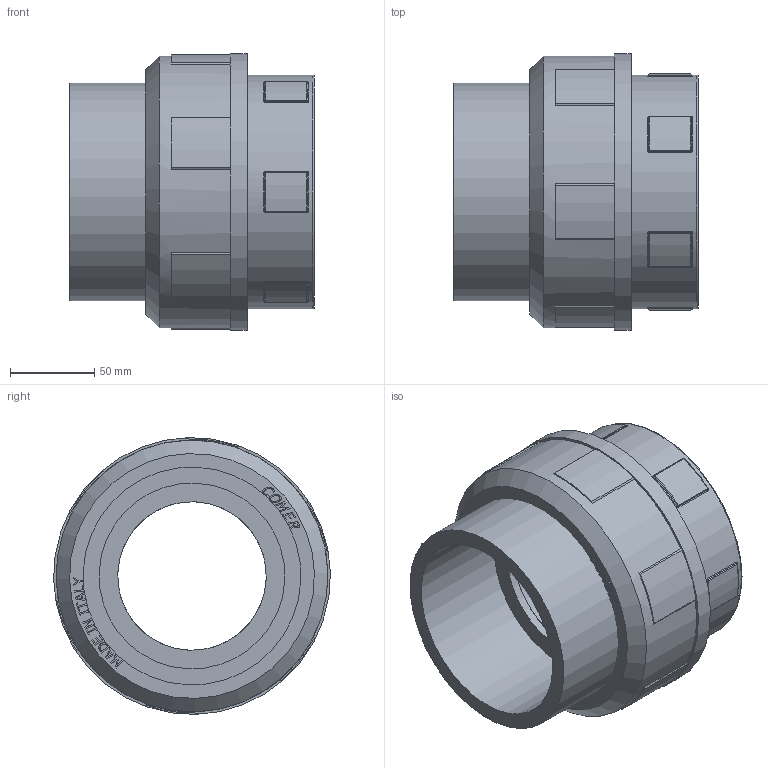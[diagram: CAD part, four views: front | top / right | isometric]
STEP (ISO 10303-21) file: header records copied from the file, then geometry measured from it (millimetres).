
FILE_DESCRIPTION(/* description */ (''),/* implementation_level */ '2;1');
FILE_NAME(/* name */ 'UN801100.stp',/* time_stamp */ '2016-11-11T16:11:12+01:00',/* author */ ('Gabriele'),/* organization */ (''),/* preprocessor_version */ 'ST-DEVELOPER v16.5',/* originating_system */ 'Autodesk Inventor 2017',/* authorisation */ '');
FILE_SCHEMA (('AUTOMOTIVE_DESIGN { 1 0 10303 214 3 1 1 }'));
Length unit declared in the file: millimetre
Products named in the file (5): UN801100; UB801100; NU801100; UE801100; LAV6450E
Assembly tree (4 placements, depth 2):
  UN801100
    UB801100
    NU801100
    UE801100
    LAV6450E
Bounding box: 145 x 163.95 x 163.95 mm (x, y, z)
Volume: 1098598 mm3; surface area: 225780.9 mm2
Topology: 4 solids, 4 shells, 434 faces, 1060 edges, 664 vertices
Faces by surface type: plane 213, bspline 93, cylinder 74, torus 27, sphere 24, cone 3
Full cylindrical faces by diameter (mm): 88 x2, 96.022 x1, 100.63 x1, 110 x2, 120.75 x1, 125.8 x1, 129 x1, 133 x1, 138.43 x2, 161 x1, 164 x1
Entity records: 13687 total; most frequent: CARTESIAN_POINT 3940, ORIENTED_EDGE 2074, DIRECTION 1787, EDGE_CURVE 1037, VERTEX_POINT 661, LINE 615, VECTOR 615, AXIS2_PLACEMENT_3D 586
